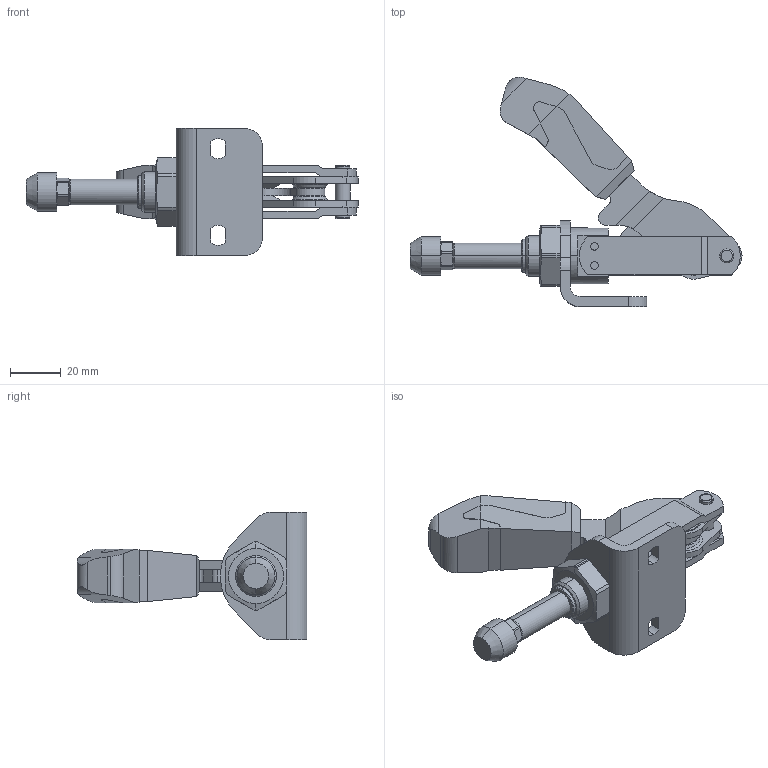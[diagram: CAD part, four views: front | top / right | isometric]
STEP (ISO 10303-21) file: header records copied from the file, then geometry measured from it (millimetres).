
FILE_DESCRIPTION(('STEP AP214'),'1');
FILE_NAME('HALDERN_EH_23330_2003.stp','2019-11-14T12:13:46',('TraceParts'),('TraceParts S.A.'),'Spatial InterOp 3D',' ',' ');
FILE_SCHEMA(('AUTOMOTIVE_DESIGN { 1 0 10303 214 1 1 1 1 }'));
Length unit declared in the file: millimetre
Products named in the file (1): HALDERN_EH_23330_2003_1
Bounding box: 130.5 x 90.3 x 50 mm (x, y, z)
Volume: 60532.5 mm3; surface area: 31419.5 mm2
Topology: 8 solids, 13 shells, 400 faces, 1015 edges, 660 vertices
Faces by surface type: plane 175, cylinder 164, bspline 33, cone 28
Entity records: 16468 total; most frequent: CARTESIAN_POINT 3531, DIRECTION 2030, ORIENTED_EDGE 2030, EDGE_CURVE 1015, AXIS2_PLACEMENT_3D 755, VERTEX_POINT 660, LINE 520, VECTOR 520
